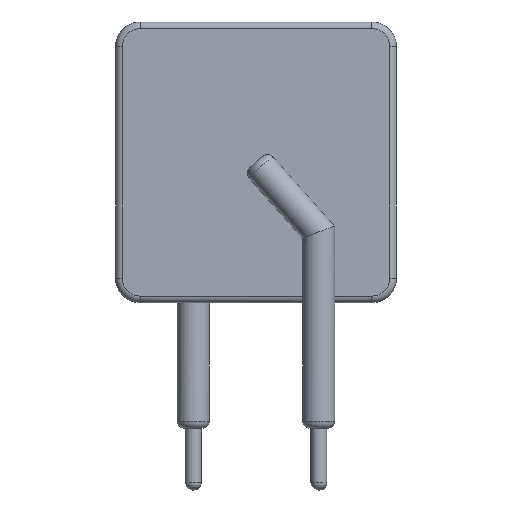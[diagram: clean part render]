
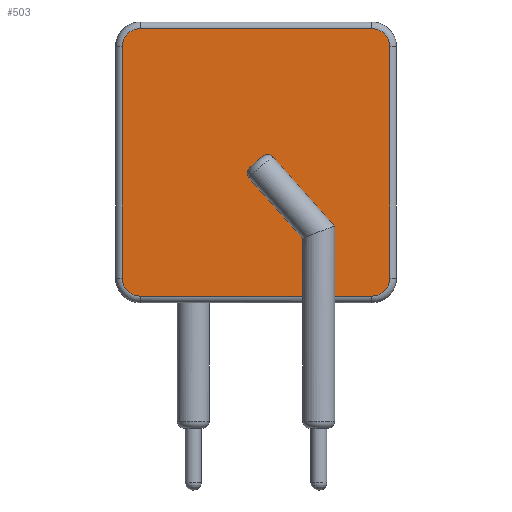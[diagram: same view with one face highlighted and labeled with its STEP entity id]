
A CAD part, front view. The second image highlights one B-rep face of the part: STEP entity #503.
In plain terms, the highlighted planar face has unit normal (0, -1, 0).
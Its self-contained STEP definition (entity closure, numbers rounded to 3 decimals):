
#128 = VERTEX_POINT('',#129);
#129 = CARTESIAN_POINT('',(7.98,-1.44,15.5));
#136 = EDGE_CURVE('',#128,#137,#139,.T.);
#137 = VERTEX_POINT('',#138);
#138 = CARTESIAN_POINT('',(7.98,-1.44,6.1));
#139 = LINE('',#140,#141);
#140 = CARTESIAN_POINT('',(7.98,-1.44,15.5));
#141 = VECTOR('',#142,1.);
#142 = DIRECTION('',(0.,0.,-1.));
#222 = VERTEX_POINT('',#223);
#223 = CARTESIAN_POINT('',(7.25,-1.44,5.37));
#230 = EDGE_CURVE('',#137,#222,#231,.T.);
#231 = CIRCLE('',#232,0.73);
#232 = AXIS2_PLACEMENT_3D('',#233,#234,#235);
#233 = CARTESIAN_POINT('',(7.25,-1.44,6.1));
#234 = DIRECTION('',(0.,1.,0.));
#235 = DIRECTION('',(1.,0.,0.));
#482 = VERTEX_POINT('',#483);
#483 = CARTESIAN_POINT('',(7.25,-1.44,16.23));
#492 = EDGE_CURVE('',#482,#128,#493,.T.);
#493 = CIRCLE('',#494,0.73);
#494 = AXIS2_PLACEMENT_3D('',#495,#496,#497);
#495 = CARTESIAN_POINT('',(7.25,-1.44,15.5));
#496 = DIRECTION('',(0.,1.,0.));
#497 = DIRECTION('',(0.,0.,1.));
#503 = ADVANCED_FACE('',(#504),#643,.T.);
#504 = FACE_BOUND('',#505,.T.);
#505 = EDGE_LOOP('',(#506,#507,#508,#509,#517,#526,#534,#543,#551,#559,
#568,#590,#598,#620,#629,#637));
#506 = ORIENTED_EDGE('',*,*,#230,.F.);
#507 = ORIENTED_EDGE('',*,*,#136,.F.);
#508 = ORIENTED_EDGE('',*,*,#492,.F.);
#509 = ORIENTED_EDGE('',*,*,#510,.F.);
#510 = EDGE_CURVE('',#511,#482,#513,.T.);
#511 = VERTEX_POINT('',#512);
#512 = CARTESIAN_POINT('',(-2.15,-1.44,16.23));
#513 = LINE('',#514,#515);
#514 = CARTESIAN_POINT('',(-2.15,-1.44,16.23));
#515 = VECTOR('',#516,1.);
#516 = DIRECTION('',(1.,0.,0.));
#517 = ORIENTED_EDGE('',*,*,#518,.F.);
#518 = EDGE_CURVE('',#519,#511,#521,.T.);
#519 = VERTEX_POINT('',#520);
#520 = CARTESIAN_POINT('',(-2.88,-1.44,15.5));
#521 = CIRCLE('',#522,0.73);
#522 = AXIS2_PLACEMENT_3D('',#523,#524,#525);
#523 = CARTESIAN_POINT('',(-2.15,-1.44,15.5));
#524 = DIRECTION('',(0.,1.,0.));
#525 = DIRECTION('',(-1.,0.,0.));
#526 = ORIENTED_EDGE('',*,*,#527,.F.);
#527 = EDGE_CURVE('',#528,#519,#530,.T.);
#528 = VERTEX_POINT('',#529);
#529 = CARTESIAN_POINT('',(-2.88,-1.44,6.1));
#530 = LINE('',#531,#532);
#531 = CARTESIAN_POINT('',(-2.88,-1.44,6.1));
#532 = VECTOR('',#533,1.);
#533 = DIRECTION('',(0.,0.,1.));
#534 = ORIENTED_EDGE('',*,*,#535,.F.);
#535 = EDGE_CURVE('',#536,#528,#538,.T.);
#536 = VERTEX_POINT('',#537);
#537 = CARTESIAN_POINT('',(-2.15,-1.44,5.37));
#538 = CIRCLE('',#539,0.73);
#539 = AXIS2_PLACEMENT_3D('',#540,#541,#542);
#540 = CARTESIAN_POINT('',(-2.15,-1.44,6.1));
#541 = DIRECTION('',(0.,1.,0.));
#542 = DIRECTION('',(0.,0.,-1.));
#543 = ORIENTED_EDGE('',*,*,#544,.F.);
#544 = EDGE_CURVE('',#545,#536,#547,.T.);
#545 = VERTEX_POINT('',#546);
#546 = CARTESIAN_POINT('',(4.559,-1.44,5.37));
#547 = LINE('',#548,#549);
#548 = CARTESIAN_POINT('',(7.25,-1.44,5.37));
#549 = VECTOR('',#550,1.);
#550 = DIRECTION('',(-1.,0.,0.));
#551 = ORIENTED_EDGE('',*,*,#552,.F.);
#552 = EDGE_CURVE('',#553,#545,#555,.T.);
#553 = VERTEX_POINT('',#554);
#554 = CARTESIAN_POINT('',(4.559,-1.44,7.728));
#555 = LINE('',#556,#557);
#556 = CARTESIAN_POINT('',(4.559,-1.44,0.));
#557 = VECTOR('',#558,1.);
#558 = DIRECTION('',(0.,0.,-1.));
#559 = ORIENTED_EDGE('',*,*,#560,.F.);
#560 = EDGE_CURVE('',#561,#553,#563,.T.);
#561 = VERTEX_POINT('',#562);
#562 = CARTESIAN_POINT('',(2.286,-1.44,10.147));
#563 = ELLIPSE('',#564,7.999,0.65);
#564 = AXIS2_PLACEMENT_3D('',#565,#566,#567);
#565 = CARTESIAN_POINT('',(2.168,-1.44,11.252));
#566 = DIRECTION('',(0.,-1.,0.));
#567 = DIRECTION('',(0.664,0.,-0.748)
);
#568 = ORIENTED_EDGE('',*,*,#569,.T.);
#569 = EDGE_CURVE('',#561,#570,#572,.T.);
#570 = VERTEX_POINT('',#571);
#571 = CARTESIAN_POINT('',(2.309,-1.44,10.564));
#572 = B_SPLINE_CURVE_WITH_KNOTS('',6,(#573,#574,#575,#576,#577,#578,
#579,#580,#581,#582,#583,#584,#585,#586,#587,#588,#589),
.UNSPECIFIED.,.F.,.F.,(7,5,5,7),(0.,0.082,
0.541,1.),.UNSPECIFIED.);
#573 = CARTESIAN_POINT('',(2.286,-1.44,10.147));
#574 = CARTESIAN_POINT('',(2.281,-1.44,10.151));
#575 = CARTESIAN_POINT('',(2.277,-1.44,10.156));
#576 = CARTESIAN_POINT('',(2.273,-1.44,10.161));
#577 = CARTESIAN_POINT('',(2.269,-1.44,10.166));
#578 = CARTESIAN_POINT('',(2.266,-1.44,10.171));
#579 = CARTESIAN_POINT('',(2.242,-1.44,10.206));
#580 = CARTESIAN_POINT('',(2.226,-1.44,10.238));
#581 = CARTESIAN_POINT('',(2.214,-1.44,10.272));
#582 = CARTESIAN_POINT('',(2.208,-1.44,10.308));
#583 = CARTESIAN_POINT('',(2.208,-1.44,10.344));
#584 = CARTESIAN_POINT('',(2.216,-1.44,10.414));
#585 = CARTESIAN_POINT('',(2.226,-1.44,10.449));
#586 = CARTESIAN_POINT('',(2.24,-1.44,10.482));
#587 = CARTESIAN_POINT('',(2.259,-1.44,10.513));
#588 = CARTESIAN_POINT('',(2.283,-1.44,10.54));
#589 = CARTESIAN_POINT('',(2.309,-1.44,10.564));
#590 = ORIENTED_EDGE('',*,*,#591,.F.);
#591 = EDGE_CURVE('',#592,#570,#594,.T.);
#592 = VERTEX_POINT('',#593);
#593 = CARTESIAN_POINT('',(2.834,-1.44,11.03));
#594 = LINE('',#595,#596);
#595 = CARTESIAN_POINT('',(2.566,-1.44,10.792));
#596 = VECTOR('',#597,1.);
#597 = DIRECTION('',(-0.748,0.,-0.664)
);
#598 = ORIENTED_EDGE('',*,*,#599,.F.);
#599 = EDGE_CURVE('',#600,#592,#602,.T.);
#600 = VERTEX_POINT('',#601);
#601 = CARTESIAN_POINT('',(3.251,-1.44,11.004));
#602 = B_SPLINE_CURVE_WITH_KNOTS('',6,(#603,#604,#605,#606,#607,#608,
#609,#610,#611,#612,#613,#614,#615,#616,#617,#618,#619),
.UNSPECIFIED.,.F.,.F.,(7,5,5,7),(0.,0.082,
0.541,1.),.UNSPECIFIED.);
#603 = CARTESIAN_POINT('',(3.251,-1.44,11.004));
#604 = CARTESIAN_POINT('',(3.247,-1.44,11.009));
#605 = CARTESIAN_POINT('',(3.243,-1.44,11.014));
#606 = CARTESIAN_POINT('',(3.239,-1.44,11.018));
#607 = CARTESIAN_POINT('',(3.234,-1.44,11.023));
#608 = CARTESIAN_POINT('',(3.229,-1.44,11.027));
#609 = CARTESIAN_POINT('',(3.198,-1.44,11.055));
#610 = CARTESIAN_POINT('',(3.168,-1.44,11.075));
#611 = CARTESIAN_POINT('',(3.135,-1.44,11.09));
#612 = CARTESIAN_POINT('',(3.1,-1.44,11.1));
#613 = CARTESIAN_POINT('',(3.065,-1.44,11.105));
#614 = CARTESIAN_POINT('',(2.994,-1.44,11.105));
#615 = CARTESIAN_POINT('',(2.958,-1.44,11.099));
#616 = CARTESIAN_POINT('',(2.924,-1.44,11.089));
#617 = CARTESIAN_POINT('',(2.891,-1.44,11.074));
#618 = CARTESIAN_POINT('',(2.861,-1.44,11.054));
#619 = CARTESIAN_POINT('',(2.834,-1.44,11.03));
#620 = ORIENTED_EDGE('',*,*,#621,.F.);
#621 = EDGE_CURVE('',#622,#600,#624,.T.);
#622 = VERTEX_POINT('',#623);
#623 = CARTESIAN_POINT('',(5.641,-1.44,8.138));
#624 = ELLIPSE('',#625,7.999,0.65);
#625 = AXIS2_PLACEMENT_3D('',#626,#627,#628);
#626 = CARTESIAN_POINT('',(2.168,-1.44,11.252));
#627 = DIRECTION('',(0.,-1.,0.));
#628 = DIRECTION('',(0.664,0.,-0.748)
);
#629 = ORIENTED_EDGE('',*,*,#630,.T.);
#630 = EDGE_CURVE('',#622,#631,#633,.T.);
#631 = VERTEX_POINT('',#632);
#632 = CARTESIAN_POINT('',(5.641,-1.44,5.37));
#633 = LINE('',#634,#635);
#634 = CARTESIAN_POINT('',(5.641,-1.44,0.));
#635 = VECTOR('',#636,1.);
#636 = DIRECTION('',(0.,0.,-1.));
#637 = ORIENTED_EDGE('',*,*,#638,.F.);
#638 = EDGE_CURVE('',#222,#631,#639,.T.);
#639 = LINE('',#640,#641);
#640 = CARTESIAN_POINT('',(7.25,-1.44,5.37));
#641 = VECTOR('',#642,1.);
#642 = DIRECTION('',(-1.,0.,0.));
#643 = PLANE('',#644);
#644 = AXIS2_PLACEMENT_3D('',#645,#646,#647);
#645 = CARTESIAN_POINT('',(2.55,-1.44,10.8));
#646 = DIRECTION('',(0.,-1.,0.));
#647 = DIRECTION('',(0.,0.,-1.));
